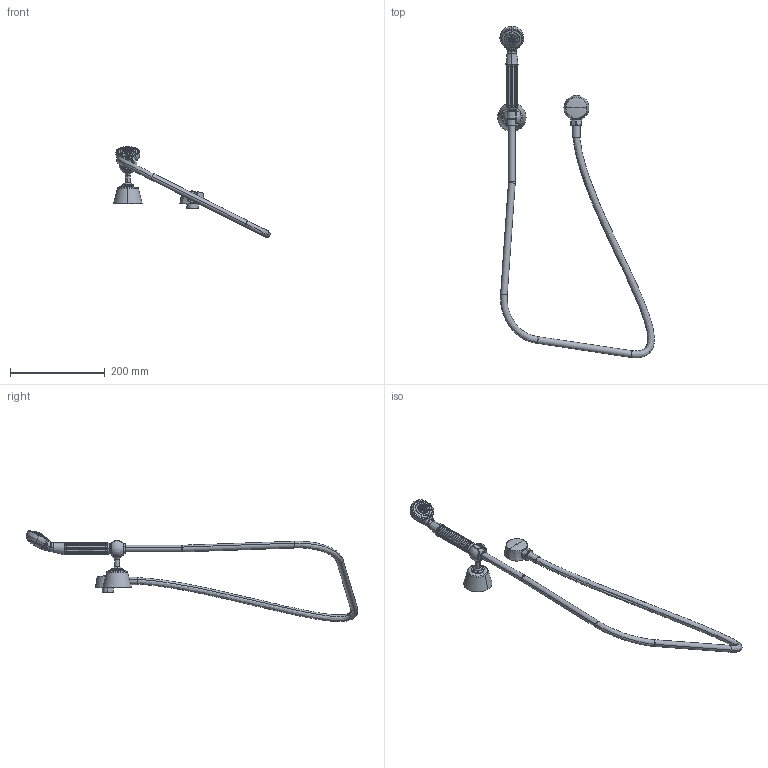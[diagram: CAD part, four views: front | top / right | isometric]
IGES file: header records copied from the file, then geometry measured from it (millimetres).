
Start section:  PTC IGES file: 280a.igs
Global section: file name: 280a.igs; native system: Creo Parametric by PTC Inc.; preprocessor: 2018400; author: jinson.thomas; organization: Unknown; date: 20201210.162250; units: inch
Bounding box: 330.9 x 699.86 x 192.31 mm (x, y, z)
Volume: 462952.2 mm3; surface area: 100728.6 mm2
Topology: 1 solids, 1 shells, 362 faces, 822 edges, 490 vertices
Faces by surface type: revolution 181, bspline 181
